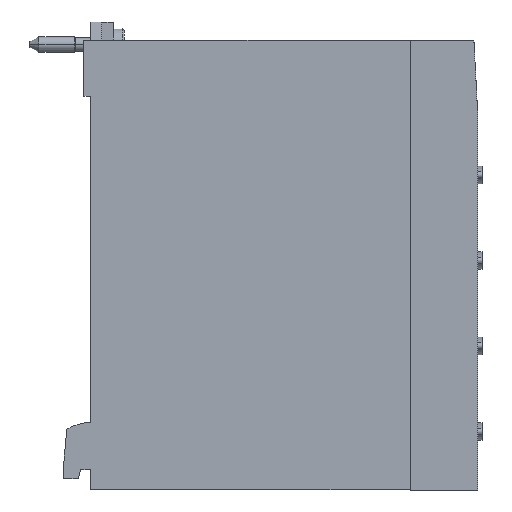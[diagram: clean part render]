
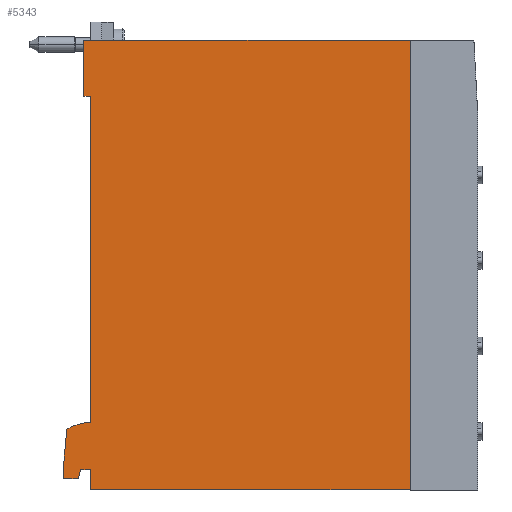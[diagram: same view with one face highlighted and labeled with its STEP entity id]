
A CAD part, left-side view. The second image highlights one B-rep face of the part: STEP entity #5343.
In plain terms, the highlighted planar face has unit normal (-1, 0, 0).
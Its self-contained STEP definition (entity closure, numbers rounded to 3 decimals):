
#4702=CARTESIAN_POINT('POINT3176',(-16.475,-71.,-49.975
   ));
#4703=VERTEX_POINT('VERTEX3176',#4702);
#4710=CARTESIAN_POINT('POINT3177',(-16.475,0.,-49.975)
   );
#4711=VERTEX_POINT('VERTEX3177',#4710);
#4712=CARTESIAN_POINT('POS5466',(-16.475,-35.5,-49.975)
   );
#4713=DIRECTION('DIR7455',(0.,1.,0.));
#4714=VECTOR('VEC3477',#4713,25.4);
#4715=LINE('STRAIGHT3477',#4712,#4714);
#4716=EDGE_CURVE('EDGE4818',#4703,#4711,#4715,.T.);
#4733=CARTESIAN_POINT('POINT3178',(-16.475,0.,
   -45.5));
#4734=VERTEX_POINT('VERTEX3178',#4733);
#4737=CARTESIAN_POINT('POINT3179',(-16.475,2.214,
   -45.5));
#4738=VERTEX_POINT('VERTEX3179',#4737);
#4739=CARTESIAN_POINT('POS5469',(-16.475,0.,
   -45.5));
#4740=DIRECTION('DIR7459',(0.,1.,0.));
#4741=VECTOR('VEC3479',#4740,25.4);
#4742=LINE('STRAIGHT3479',#4739,#4741);
#4743=EDGE_CURVE('EDGE4821',#4734,#4738,#4742,.T.);
#4752=CARTESIAN_POINT('POINT3180',(-16.475,2.75,
   -47.5));
#4753=VERTEX_POINT('VERTEX3180',#4752);
#4754=CARTESIAN_POINT('POS5470',(-16.475,2.214,
   -45.5));
#4755=DIRECTION('DIR7460',(0.,0.259,
   -0.966));
#4756=VECTOR('VEC3480',#4755,25.4);
#4757=LINE('STRAIGHT3480',#4754,#4756);
#4758=EDGE_CURVE('EDGE4823',#4738,#4753,#4757,.T.);
#4767=CARTESIAN_POINT('POINT3181',(-16.475,6.,
   -47.5));
#4768=VERTEX_POINT('VERTEX3181',#4767);
#4769=CARTESIAN_POINT('POS5471',(-16.475,2.75,
   -47.5));
#4770=DIRECTION('DIR7461',(0.,1.,0.));
#4771=VECTOR('VEC3481',#4770,25.4);
#4772=LINE('STRAIGHT3481',#4769,#4771);
#4773=EDGE_CURVE('EDGE4825',#4753,#4768,#4772,.T.);
#4782=CARTESIAN_POINT('POINT3182',(-16.475,6.,
   -44.5));
#4783=VERTEX_POINT('VERTEX3182',#4782);
#4784=CARTESIAN_POINT('POS5472',(-16.475,6.,
   -47.5));
#4785=DIRECTION('DIR7462',(0.,0.,
   1.));
#4786=VECTOR('VEC3482',#4785,25.4);
#4787=LINE('STRAIGHT3482',#4784,#4786);
#4788=EDGE_CURVE('EDGE4827',#4768,#4783,#4787,.T.);
#4797=CARTESIAN_POINT('POINT3183',(-16.475,5.302,
   -36.521));
#4798=VERTEX_POINT('VERTEX3183',#4797);
#4799=CARTESIAN_POINT('POS5473',(-16.475,6.,
   -44.5));
#4800=DIRECTION('DIR7463',(0.,-0.087,
   0.996));
#4801=VECTOR('VEC3483',#4800,25.4);
#4802=LINE('STRAIGHT3483',#4799,#4801);
#4803=EDGE_CURVE('EDGE4829',#4783,#4798,#4802,.T.);
#4816=CARTESIAN_POINT('POINT3184',(-16.475,0.,
   -35.));
#4817=VERTEX_POINT('VERTEX3184',#4816);
#4818=CARTESIAN_POINT('POS5475',(-16.475,0.,
   -45.));
#4819=DIRECTION('DIR7465',(1.,0.,
   0.));
#4820=DIRECTION('DIR7466',(0.,0.53,
   0.848));
#4821=AXIS2_PLACEMENT_3D('AXIS1991',#4818,#4819,#4820);
#4822=CIRCLE('ELLIPSE572',#4821,10.);
#4823=EDGE_CURVE('EDGE4831',#4798,#4817,#4822,.T.);
#4840=CARTESIAN_POINT('POINT3187',(-16.475,0.,37.5));
#4841=VERTEX_POINT('VERTEX3187',#4840);
#4844=CARTESIAN_POINT('POINT3188',(-16.475,1.5,37.5));
#4845=VERTEX_POINT('VERTEX3188',#4844);
#4846=CARTESIAN_POINT('POS5477',(-16.475,0.75,37.5));
#4847=DIRECTION('DIR7468',(0.,1.,0.));
#4848=VECTOR('VEC3486',#4847,25.4);
#4849=LINE('STRAIGHT3486',#4846,#4848);
#4850=EDGE_CURVE('EDGE4835',#4841,#4845,#4849,.T.);
#5163=CARTESIAN_POINT('POS5509',(-16.475,0.,0.));
#5164=DIRECTION('DIR7511',(0.,0.,-1.));
#5165=VECTOR('VEC3507',#5164,25.4);
#5166=LINE('STRAIGHT3507',#5163,#5165);
#5167=EDGE_CURVE('EDGE4868',#4734,#4711,#5166,.T.);
#5172=EDGE_CURVE('EDGE4869',#4841,#4817,#5166,.T.);
#5289=CARTESIAN_POINT('POINT3208',(-16.475,-71.,49.975)
   );
#5290=VERTEX_POINT('VERTEX3208',#5289);
#5297=CARTESIAN_POINT('POS5522',(-16.475,-71.,0.));
#5298=DIRECTION('DIR7528',(0.,0.,-1.));
#5299=VECTOR('VEC3516',#5298,25.4);
#5300=LINE('STRAIGHT3516',#5297,#5299);
#5301=EDGE_CURVE('EDGE4879',#5290,#4703,#5300,.T.);
#5311=CARTESIAN_POINT('POINT3209',(-16.475,1.5,49.975))
   ;
#5312=VERTEX_POINT('VERTEX3209',#5311);
#5313=CARTESIAN_POINT('POS5524',(-16.475,-35.5,49.975))
   ;
#5314=DIRECTION('DIR7531',(0.,-1.,0.));
#5315=VECTOR('VEC3517',#5314,25.4);
#5316=LINE('STRAIGHT3517',#5313,#5315);
#5317=EDGE_CURVE('EDGE4880',#5312,#5290,#5316,.T.);
#5318=ORIENTED_EDGE('COEDGE9724',*,*,#5317,.F.);
#5319=CARTESIAN_POINT('POS5525',(-16.475,1.5,43.737));
#5320=DIRECTION('DIR7532',(0.,0.,-1.));
#5321=VECTOR('VEC3518',#5320,25.4);
#5322=LINE('STRAIGHT3518',#5319,#5321);
#5323=EDGE_CURVE('EDGE4881',#5312,#4845,#5322,.T.);
#5324=ORIENTED_EDGE('COEDGE9725',*,*,#5323,.T.);
#5325=ORIENTED_EDGE('COEDGE9726',*,*,#4850,.F.);
#5326=ORIENTED_EDGE('COEDGE9727',*,*,#5172,.T.);
#5327=ORIENTED_EDGE('COEDGE9728',*,*,#4823,.F.);
#5328=ORIENTED_EDGE('COEDGE9729',*,*,#4803,.F.);
#5329=ORIENTED_EDGE('COEDGE9730',*,*,#4788,.F.);
#5330=ORIENTED_EDGE('COEDGE9731',*,*,#4773,.F.);
#5331=ORIENTED_EDGE('COEDGE9732',*,*,#4758,.F.);
#5332=ORIENTED_EDGE('COEDGE9733',*,*,#4743,.F.);
#5333=ORIENTED_EDGE('COEDGE9734',*,*,#5167,.T.);
#5334=ORIENTED_EDGE('COEDGE9735',*,*,#4716,.F.);
#5335=ORIENTED_EDGE('COEDGE9736',*,*,#5301,.F.);
#5336=EDGE_LOOP('NONE',(#5318,#5324,#5325,#5326,#5327,#5328,#5329,#5330,
   #5331,#5332,#5333,#5334,#5335));
#5337=FACE_BOUND('LOOP1',#5336,.T.);
#5338=CARTESIAN_POINT('POS5526',(-16.475,-35.5,0.));
#5339=DIRECTION('DIR7533',(1.,0.,0.));
#5340=DIRECTION('DIR7534',(0.,1.,0.));
#5341=AXIS2_PLACEMENT_3D('AXIS2008',#5338,#5339,#5340);
#5342=PLANE('PLANE1146',#5341);
#5343=ADVANCED_FACE('FACE1852',(#5337),#5342,.F.);
